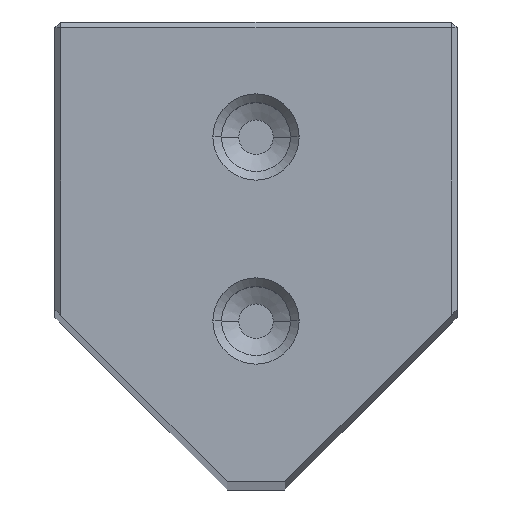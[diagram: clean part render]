
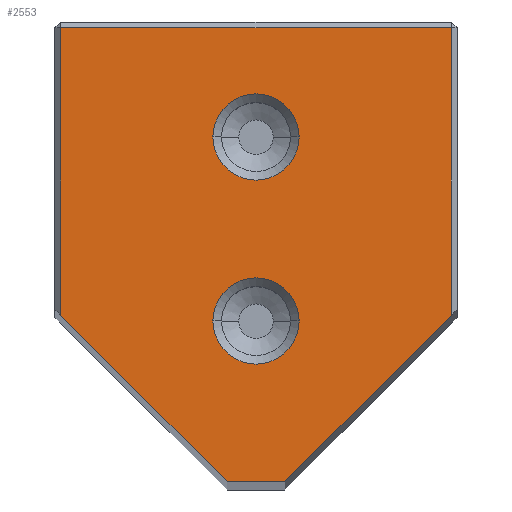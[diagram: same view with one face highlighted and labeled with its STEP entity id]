
A CAD part, top view. The second image highlights one B-rep face of the part: STEP entity #2553.
In plain terms, the highlighted planar face has unit normal (0, 0, 1).
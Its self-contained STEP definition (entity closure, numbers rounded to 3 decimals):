
#2553=ADVANCED_FACE('',(#3429,#3430,#3431),#2894,.T.);
#2894=PLANE('',#8882);
#3131=CIRCLE('',#8791,3.75);
#3133=CIRCLE('',#8794,3.75);
#3188=CIRCLE('',#8880,3.75);
#3189=CIRCLE('',#8881,3.75);
#3429=FACE_BOUND('',#3529,.T.);
#3430=FACE_BOUND('',#3530,.T.);
#3431=FACE_BOUND('',#3531,.T.);
#3529=EDGE_LOOP('',(#4305,#4306));
#3530=EDGE_LOOP('',(#4307,#4308));
#3531=EDGE_LOOP('',(#4309,#4310,#4311,#4312,#4313,#4314));
#4305=ORIENTED_EDGE('',*,*,#6697,.T.);
#4306=ORIENTED_EDGE('',*,*,#6816,.T.);
#4307=ORIENTED_EDGE('',*,*,#6693,.T.);
#4308=ORIENTED_EDGE('',*,*,#6817,.T.);
#4309=ORIENTED_EDGE('',*,*,#6797,.T.);
#4310=ORIENTED_EDGE('',*,*,#6818,.T.);
#4311=ORIENTED_EDGE('',*,*,#6819,.T.);
#4312=ORIENTED_EDGE('',*,*,#6820,.T.);
#4313=ORIENTED_EDGE('',*,*,#6803,.T.);
#4314=ORIENTED_EDGE('',*,*,#6799,.T.);
#6057=VERTEX_POINT('',#11354);
#6058=VERTEX_POINT('',#11356);
#6061=VERTEX_POINT('',#11363);
#6062=VERTEX_POINT('',#11365);
#6133=VERTEX_POINT('',#11561);
#6134=VERTEX_POINT('',#11563);
#6135=VERTEX_POINT('',#11567);
#6138=VERTEX_POINT('',#11575);
#6145=VERTEX_POINT('',#11600);
#6146=VERTEX_POINT('',#11602);
#6693=EDGE_CURVE('',#6058,#6057,#3131,.T.);
#6697=EDGE_CURVE('',#6062,#6061,#3133,.T.);
#6797=EDGE_CURVE('',#6134,#6133,#7613,.T.);
#6799=EDGE_CURVE('',#6135,#6134,#7615,.T.);
#6803=EDGE_CURVE('',#6138,#6135,#7619,.T.);
#6816=EDGE_CURVE('',#6061,#6062,#3188,.T.);
#6817=EDGE_CURVE('',#6057,#6058,#3189,.T.);
#6818=EDGE_CURVE('',#6133,#6145,#7628,.T.);
#6819=EDGE_CURVE('',#6145,#6146,#7629,.T.);
#6820=EDGE_CURVE('',#6146,#6138,#7630,.T.);
#7613=LINE('',#11562,#8299);
#7615=LINE('',#11566,#8301);
#7619=LINE('',#11574,#8305);
#7628=LINE('',#11599,#8314);
#7629=LINE('',#11601,#8315);
#7630=LINE('',#11603,#8316);
#8299=VECTOR('',#9575,1.);
#8301=VECTOR('',#9579,1.);
#8305=VECTOR('',#9585,1.);
#8314=VECTOR('',#9612,1.);
#8315=VECTOR('',#9613,1.);
#8316=VECTOR('',#9614,1.);
#8791=AXIS2_PLACEMENT_3D('',#11355,#9364,#9365);
#8794=AXIS2_PLACEMENT_3D('',#11364,#9372,#9373);
#8880=AXIS2_PLACEMENT_3D('',#11597,#9608,#9609);
#8881=AXIS2_PLACEMENT_3D('',#11598,#9610,#9611);
#8882=AXIS2_PLACEMENT_3D('',#11604,#9615,#9616);
#9364=DIRECTION('',(0.,0.,-1.));
#9365=DIRECTION('',(1.,0.,0.));
#9372=DIRECTION('',(0.,0.,-1.));
#9373=DIRECTION('',(1.,0.,0.));
#9575=DIRECTION('',(0.707,0.707,0.));
#9579=DIRECTION('',(1.,0.,0.));
#9585=DIRECTION('',(0.707,-0.707,0.));
#9608=DIRECTION('',(0.,0.,-1.));
#9609=DIRECTION('',(1.,0.,0.));
#9610=DIRECTION('',(0.,0.,-1.));
#9611=DIRECTION('',(1.,0.,0.));
#9612=DIRECTION('',(0.,1.,0.));
#9613=DIRECTION('',(-1.,0.,0.));
#9614=DIRECTION('',(0.,-1.,0.));
#9615=DIRECTION('',(0.,0.,1.));
#9616=DIRECTION('',(1.,0.,0.));
#11354=CARTESIAN_POINT('',(-3.75,64.,0.));
#11355=CARTESIAN_POINT('',(0.,64.,0.));
#11356=CARTESIAN_POINT('',(3.75,64.,0.));
#11363=CARTESIAN_POINT('',(-3.75,48.,0.));
#11364=CARTESIAN_POINT('',(0.,48.,0.));
#11365=CARTESIAN_POINT('',(3.75,48.,0.));
#11561=CARTESIAN_POINT('',(17.,48.5,0.));
#11562=CARTESIAN_POINT('',(2.5,34.,0.));
#11563=CARTESIAN_POINT('',(2.5,34.,0.));
#11566=CARTESIAN_POINT('',(-2.5,34.,0.));
#11567=CARTESIAN_POINT('',(-2.5,34.,0.));
#11574=CARTESIAN_POINT('',(-2.5,34.,0.));
#11575=CARTESIAN_POINT('',(-17.,48.5,0.));
#11597=CARTESIAN_POINT('',(0.,48.,0.));
#11598=CARTESIAN_POINT('',(0.,64.,0.));
#11599=CARTESIAN_POINT('',(17.,31.5,0.));
#11600=CARTESIAN_POINT('',(17.,73.5,0.));
#11601=CARTESIAN_POINT('',(0.,73.5,0.));
#11602=CARTESIAN_POINT('',(-17.,73.5,0.));
#11603=CARTESIAN_POINT('',(-17.,31.5,0.));
#11604=CARTESIAN_POINT('',(0.,31.5,0.));
